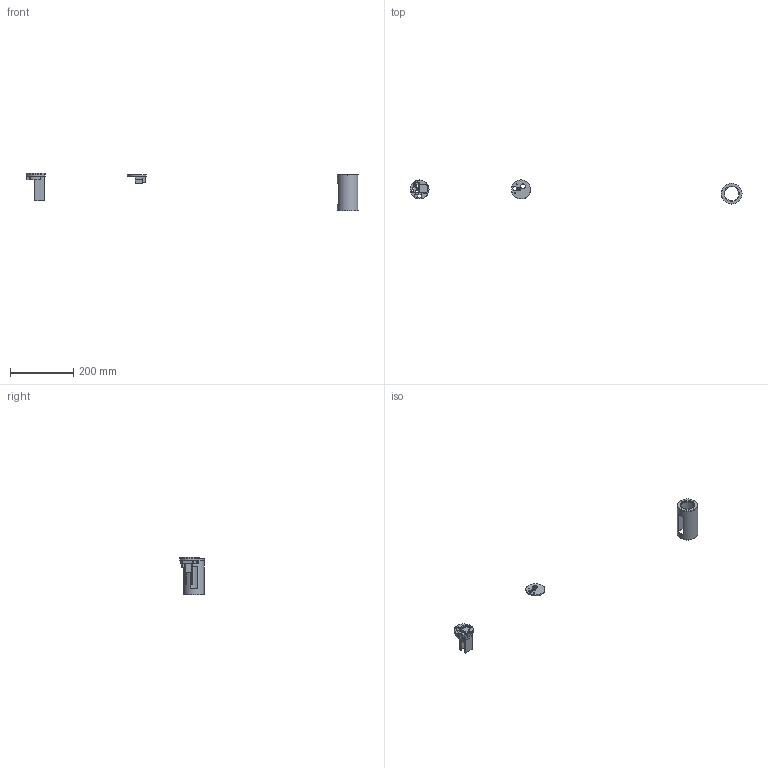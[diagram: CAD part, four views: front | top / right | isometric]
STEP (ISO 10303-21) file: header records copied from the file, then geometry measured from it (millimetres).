
FILE_DESCRIPTION(/* description */ (''),/* implementation_level */ '2;1');
FILE_NAME(/* name */ 'cansat MK5 v20.step',/* time_stamp */ '2022-06-18T21:04:04+03:00',/* author */ (''),/* organization */ (''),/* preprocessor_version */ 'ST-DEVELOPER v19',/* originating_system */ 'Autodesk Translation Framework v11.7.0.108',/* authorisation */ '');
FILE_SCHEMA (('AUTOMOTIVE_DESIGN { 1 0 10303 214 3 1 1 }'));
Length unit declared in the file: millimetre
Products named in the file (5): cansat MK5; bottom plate; shell; bottom structure; top structure
Assembly tree (4 placements, depth 2):
  cansat MK5
    bottom plate
    shell
    bottom structure
    top structure
Bounding box: 1047.38 x 75.82 x 118 mm (x, y, z)
Volume: 78429.1 mm3; surface area: 83087.1 mm2
Topology: 4 solids, 4 shells, 170 faces, 459 edges, 303 vertices
Faces by surface type: plane 136, cylinder 31, torus 2, cone 1
Full cylindrical faces by diameter (mm): 1 x4, 2 x1, 3.4 x2, 3.5 x1, 4.8 x1, 5 x1, 10.5 x1, 12 x1, 15 x1, 45 x1, 60 x3, 62.4 x1, 65 x1
Entity records: 5808 total; most frequent: CARTESIAN_POINT 1281, ORIENTED_EDGE 918, DIRECTION 869, EDGE_CURVE 459, LINE 367, VECTOR 367, VERTEX_POINT 303, AXIS2_PLACEMENT_3D 251
